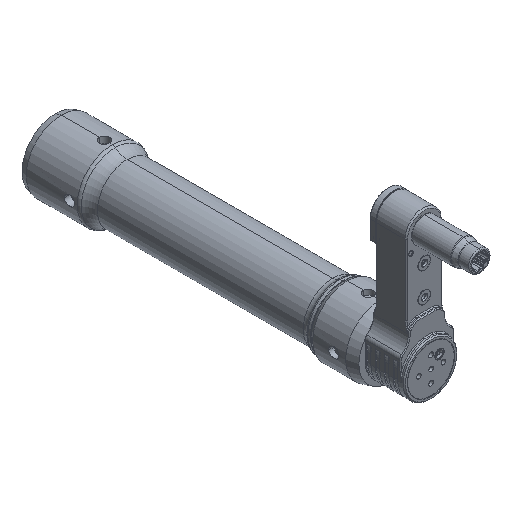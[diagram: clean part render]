
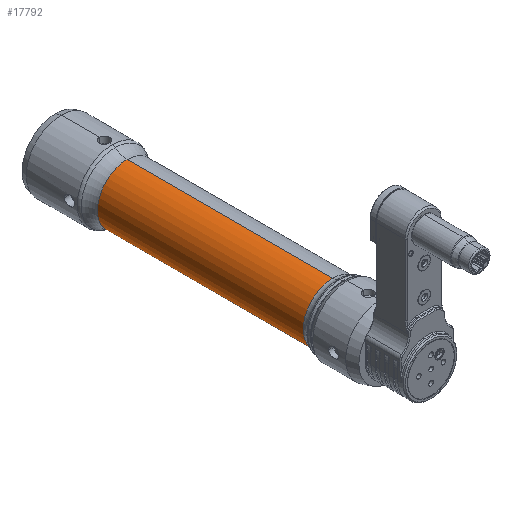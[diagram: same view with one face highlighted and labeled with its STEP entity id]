
A CAD part, isometric view. The second image highlights one B-rep face of the part: STEP entity #17792.
In plain terms, the highlighted cylindrical face has radius 13.25 mm (diameter 26.5 mm), a partial arc.
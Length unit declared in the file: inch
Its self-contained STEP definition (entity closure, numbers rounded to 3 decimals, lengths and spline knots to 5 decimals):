
#16784=DIRECTION('',(0.,-1.,0.));
#16785=VECTOR('',#16784,3.63695);
#16786=CARTESIAN_POINT('',(0.,4.98369,-1.56024));
#16787=LINE('',#16786,#16785);
#16788=DIRECTION('',(0.,-1.,0.));
#16789=VECTOR('',#16788,3.63695);
#16790=CARTESIAN_POINT('',(0.,4.98369,-2.60354));
#16791=LINE('',#16790,#16789);
#16792=CARTESIAN_POINT('',(0.,4.98369,-2.08189));
#16793=DIRECTION('',(0.,-1.,0.));
#16794=DIRECTION('',(0.,0.,1.));
#16795=AXIS2_PLACEMENT_3D('',#16792,#16793,#16794);
#16817=CARTESIAN_POINT('',(0.,1.34674,-2.08189));
#16818=DIRECTION('',(0.,-1.,0.));
#16819=DIRECTION('',(0.,0.,1.));
#16820=AXIS2_PLACEMENT_3D('',#16817,#16818,#16819);
#17576=CARTESIAN_POINT('',(0.,4.98369,-1.56024));
#17577=VERTEX_POINT('',#17576);
#17578=CARTESIAN_POINT('',(0.,1.34674,-1.56024));
#17579=VERTEX_POINT('',#17578);
#17588=CARTESIAN_POINT('',(0.,4.98369,-2.60354));
#17589=VERTEX_POINT('',#17588);
#17590=CARTESIAN_POINT('',(0.,1.34674,-2.60354));
#17591=VERTEX_POINT('',#17590);
#17778=CARTESIAN_POINT('',(0.,0.63425,-2.08189));
#17779=DIRECTION('',(0.,1.,0.));
#17780=DIRECTION('',(0.,0.,-1.));
#17781=AXIS2_PLACEMENT_3D('',#17778,#17779,#17780);
#17782=CYLINDRICAL_SURFACE('',#17781,0.52165);
#17784=ORIENTED_EDGE('',*,*,#17783,.T.);
#17786=ORIENTED_EDGE('',*,*,#17785,.T.);
#17788=ORIENTED_EDGE('',*,*,#17787,.F.);
#17789=ORIENTED_EDGE('',*,*,#17771,.F.);
#17790=EDGE_LOOP('',(#17784,#17786,#17788,#17789));
#17791=FACE_OUTER_BOUND('',#17790,.F.);
#17792=ADVANCED_FACE('',(#17791),#17782,.T.);
#16796=CIRCLE('',#16795,0.52165);
#16821=CIRCLE('',#16820,0.52165);
#17771=EDGE_CURVE('',#17577,#17589,#16796,.T.);
#17783=EDGE_CURVE('',#17577,#17579,#16787,.T.);
#17785=EDGE_CURVE('',#17579,#17591,#16821,.T.);
#17787=EDGE_CURVE('',#17589,#17591,#16791,.T.);
